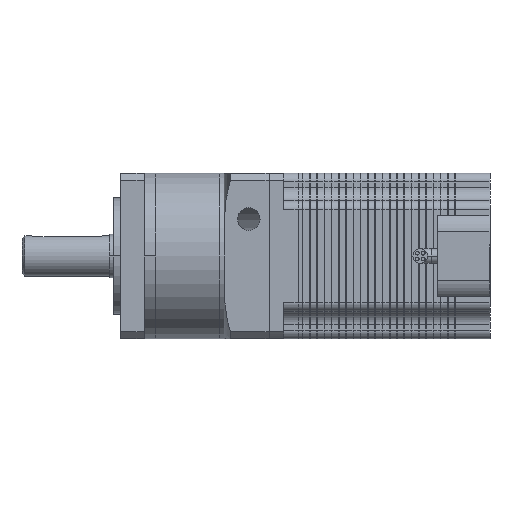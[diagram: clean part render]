
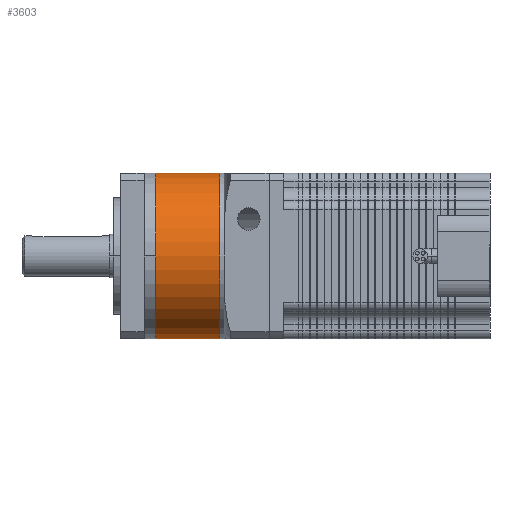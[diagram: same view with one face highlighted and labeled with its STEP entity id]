
A CAD part, left-side view. The second image highlights one B-rep face of the part: STEP entity #3603.
In plain terms, the highlighted cylindrical face has radius 28.5 mm (diameter 57 mm), a partial arc.
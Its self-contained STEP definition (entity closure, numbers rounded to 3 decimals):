
#3603 = ADVANCED_FACE ( 'NONE', ( #33678 ), #19906, .T. ) ;
#6164 = EDGE_LOOP ( 'NONE', ( #48569, #7384, #56817, #60873 ) ) ;
#7384 = ORIENTED_EDGE ( 'NONE', *, *, #18421, .F. ) ;
#7779 = CARTESIAN_POINT ( 'NONE',  ( 0., 0., 28.5 ) ) ;
#13056 = VERTEX_POINT ( 'NONE', #29891 ) ;
#15221 = CIRCLE ( 'NONE', #18187, 28.5 ) ;
#15524 = DIRECTION ( 'NONE',  ( 0., 0., 1. ) ) ;
#16073 = LINE ( 'NONE', #44673, #46299 ) ;
#17790 = VERTEX_POINT ( 'NONE', #7779 ) ;
#18187 = AXIS2_PLACEMENT_3D ( 'NONE', #57522, #25153, #15524 ) ;
#18421 = EDGE_CURVE ( 'NONE', #13056, #39809, #28452, .T. ) ;
#19294 = EDGE_CURVE ( 'NONE', #39809, #17790, #16073, .T. ) ;
#19906 = CYLINDRICAL_SURFACE ( 'NONE', #21805, 28.5 ) ;
#20493 = CARTESIAN_POINT ( 'NONE',  ( 0., 22., 0. ) ) ;
#21805 = AXIS2_PLACEMENT_3D ( 'NONE', #20493, #25459, #34205 ) ;
#25089 = DIRECTION ( 'NONE',  ( 0., -1., 0. ) ) ;
#25153 = DIRECTION ( 'NONE',  ( 0., 1., 0. ) ) ;
#25459 = DIRECTION ( 'NONE',  ( 0., -1., 0. ) ) ;
#28452 = CIRCLE ( 'NONE', #45282, 28.5 ) ;
#29891 = CARTESIAN_POINT ( 'NONE',  ( 0., 22., -28.5 ) ) ;
#33678 = FACE_OUTER_BOUND ( 'NONE', #6164, .T. ) ;
#34205 = DIRECTION ( 'NONE',  ( 0., 0., -1. ) ) ;
#35765 = DIRECTION ( 'NONE',  ( 0., -1., 0. ) ) ;
#38350 = VECTOR ( 'NONE', #35765, 1000. ) ;
#38618 = LINE ( 'NONE', #57575, #38350 ) ;
#39809 = VERTEX_POINT ( 'NONE', #40266 ) ;
#40266 = CARTESIAN_POINT ( 'NONE',  ( 0., 22., 28.5 ) ) ;
#43208 = VERTEX_POINT ( 'NONE', #58690 ) ;
#43962 = CARTESIAN_POINT ( 'NONE',  ( 0., 22., 0. ) ) ;
#44673 = CARTESIAN_POINT ( 'NONE',  ( 0., 22., 28.5 ) ) ;
#45282 = AXIS2_PLACEMENT_3D ( 'NONE', #43962, #53613, #58571 ) ;
#46299 = VECTOR ( 'NONE', #25089, 1000. ) ;
#48569 = ORIENTED_EDGE ( 'NONE', *, *, #19294, .F. ) ;
#49284 = EDGE_CURVE ( 'NONE', #43208, #17790, #15221, .T. ) ;
#53613 = DIRECTION ( 'NONE',  ( 0., 1., 0. ) ) ;
#56817 = ORIENTED_EDGE ( 'NONE', *, *, #61248, .T. ) ;
#57522 = CARTESIAN_POINT ( 'NONE',  ( 0., 0., 0. ) ) ;
#57575 = CARTESIAN_POINT ( 'NONE',  ( 0., 22., -28.5 ) ) ;
#58571 = DIRECTION ( 'NONE',  ( 0., 0., 1. ) ) ;
#58690 = CARTESIAN_POINT ( 'NONE',  ( 0., 0., -28.5 ) ) ;
#60873 = ORIENTED_EDGE ( 'NONE', *, *, #49284, .T. ) ;
#61248 = EDGE_CURVE ( 'NONE', #13056, #43208, #38618, .T. ) ;
